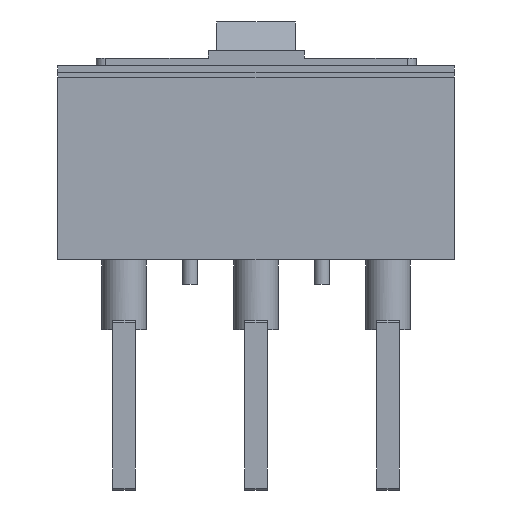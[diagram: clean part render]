
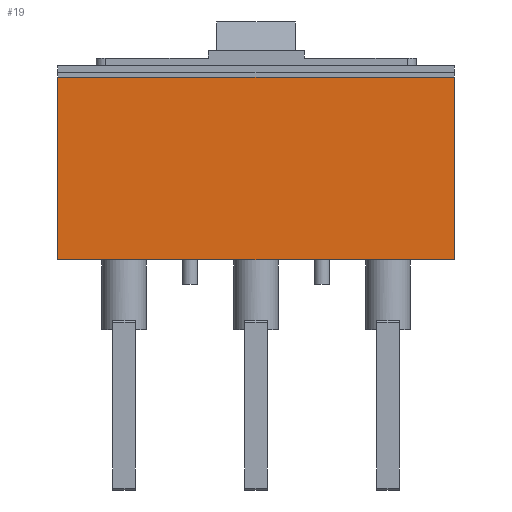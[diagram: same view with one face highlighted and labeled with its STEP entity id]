
A CAD part, front view. The second image highlights one B-rep face of the part: STEP entity #19.
In plain terms, the highlighted planar face has unit normal (0, -1, 0).
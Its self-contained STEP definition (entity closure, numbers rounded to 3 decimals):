
#19 = ADVANCED_FACE ( 'NONE', ( #7646 ), #5946, .F. ) ;
#109 = LINE ( 'NONE', #5643, #4941 ) ;
#302 = DIRECTION ( 'NONE',  ( 1., 0., 0. ) ) ;
#679 = CARTESIAN_POINT ( 'NONE',  ( 105., -132., -358. ) ) ;
#1617 = EDGE_CURVE ( 'NONE', #6522, #10881, #109, .T. ) ;
#1904 = VERTEX_POINT ( 'NONE', #10101 ) ;
#2155 = LINE ( 'NONE', #6034, #9493 ) ;
#2745 = CARTESIAN_POINT ( 'NONE',  ( -105., -132., 0. ) ) ;
#2971 = ORIENTED_EDGE ( 'NONE', *, *, #5133, .T. ) ;
#3186 = ORIENTED_EDGE ( 'NONE', *, *, #7518, .T. ) ;
#3340 = CARTESIAN_POINT ( 'NONE',  ( -105., -132., -261. ) ) ;
#4569 = CARTESIAN_POINT ( 'NONE',  ( 105., -132., 105. ) ) ;
#4815 = EDGE_CURVE ( 'NONE', #10881, #10184, #10270, .T. ) ;
#4941 = VECTOR ( 'NONE', #5716, 1000. ) ;
#5133 = EDGE_CURVE ( 'NONE', #1904, #10184, #2155, .T. ) ;
#5643 = CARTESIAN_POINT ( 'NONE',  ( 105., -132., -261. ) ) ;
#5716 = DIRECTION ( 'NONE',  ( 1., 0., 0. ) ) ;
#5900 = ORIENTED_EDGE ( 'NONE', *, *, #1617, .F. ) ;
#5946 = PLANE ( 'NONE',  #6999 ) ;
#6034 = CARTESIAN_POINT ( 'NONE',  ( 130.301, -132., -358. ) ) ;
#6468 = CARTESIAN_POINT ( 'NONE',  ( 105., -132., -358. ) ) ;
#6504 = DIRECTION ( 'NONE',  ( 0., 1., 0. ) ) ;
#6522 = VERTEX_POINT ( 'NONE', #3340 ) ;
#6537 = DIRECTION ( 'NONE',  ( 0., 0., 1. ) ) ;
#6929 = ORIENTED_EDGE ( 'NONE', *, *, #4815, .F. ) ;
#6999 = AXIS2_PLACEMENT_3D ( 'NONE', #6468, #6504, #6537 ) ;
#7436 = DIRECTION ( 'NONE',  ( 0., 0., -1. ) ) ;
#7518 = EDGE_CURVE ( 'NONE', #6522, #1904, #11908, .T. ) ;
#7646 = FACE_OUTER_BOUND ( 'NONE', #11261, .T. ) ;
#7676 = VECTOR ( 'NONE', #7436, 1000. ) ;
#7920 = VECTOR ( 'NONE', #9613, 1000. ) ;
#9493 = VECTOR ( 'NONE', #302, 1000. ) ;
#9563 = CARTESIAN_POINT ( 'NONE',  ( 105., -132., -261. ) ) ;
#9613 = DIRECTION ( 'NONE',  ( 0., 0., -1. ) ) ;
#10101 = CARTESIAN_POINT ( 'NONE',  ( -105., -132., -358. ) ) ;
#10184 = VERTEX_POINT ( 'NONE', #679 ) ;
#10270 = LINE ( 'NONE', #4569, #7676 ) ;
#10881 = VERTEX_POINT ( 'NONE', #9563 ) ;
#11261 = EDGE_LOOP ( 'NONE', ( #6929, #5900, #3186, #2971 ) ) ;
#11908 = LINE ( 'NONE', #2745, #7920 ) ;
